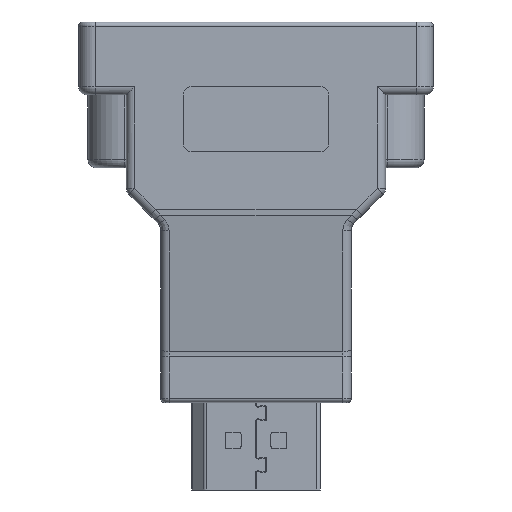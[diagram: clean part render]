
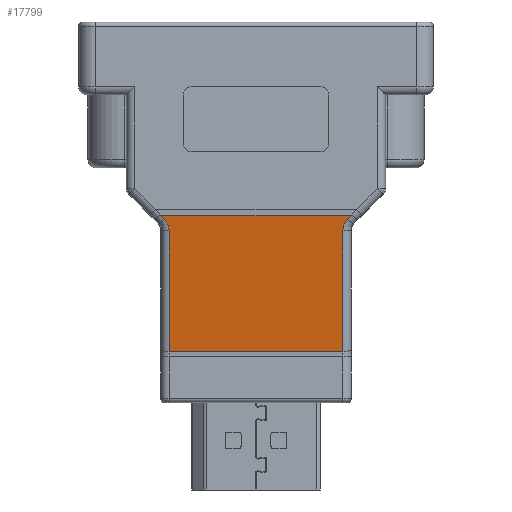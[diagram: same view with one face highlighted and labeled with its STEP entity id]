
A CAD part, front view. The second image highlights one B-rep face of the part: STEP entity #17799.
In plain terms, the highlighted planar face has unit normal (0, -0.991, -0.133).
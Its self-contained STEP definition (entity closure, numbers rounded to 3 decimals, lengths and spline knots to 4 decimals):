
#2769 = VECTOR ( 'NONE', #10542, 39.3701 ) ;
#2992 = LINE ( 'NONE', #16555, #12499 ) ;
#4760 = CARTESIAN_POINT ( 'NONE',  ( -0.4226, -0.1888, -0.6757 ) ) ;
#4807 = CARTESIAN_POINT ( 'NONE',  ( -0.4226, -0.2702, -0.0693 ) ) ;
#9114 = LINE ( 'NONE', #70934, #38538 ) ;
#9483 = PLANE ( 'NONE',  #13277 ) ;
#10098 = CARTESIAN_POINT ( 'NONE',  ( -0.4308, -0.2729, -0.0494 ) ) ;
#10542 = DIRECTION ( 'NONE',  ( 0., -0.133, 0.991 ) ) ;
#11797 = CARTESIAN_POINT ( 'NONE',  ( -0.446, -0.2749, -0.0342 ) ) ;
#12499 = VECTOR ( 'NONE', #56852, 39.3701 ) ;
#13277 = AXIS2_PLACEMENT_3D ( 'NONE', #32470, #55454, #53957 ) ;
#13538 = CARTESIAN_POINT ( 'NONE',  ( 0.4308, -0.2729, -0.0494 ) ) ;
#14130 = DIRECTION ( 'NONE',  ( 0.704, -0.095, 0.704 ) ) ;
#16555 = CARTESIAN_POINT ( 'NONE',  ( 0.8622, -0.2777, -0.0132 ) ) ;
#17448 = VERTEX_POINT ( 'NONE', #28023 ) ;
#17778 = EDGE_CURVE ( 'NONE', #20587, #51968, #9114, .T. ) ;
#17799 = ADVANCED_FACE ( 'NONE', ( #19301 ), #9483, .F. ) ;
#18189 = VERTEX_POINT ( 'NONE', #42561 ) ;
#19301 = FACE_OUTER_BOUND ( 'NONE', #65724, .T. ) ;
#20587 = VERTEX_POINT ( 'NONE', #37207 ) ;
#22014 = EDGE_CURVE ( 'NONE', #55436, #17448, #68433, .T. ) ;
#23644 = ORIENTED_EDGE ( 'NONE', *, *, #39577, .T. ) ;
#23927 = CARTESIAN_POINT ( 'NONE',  ( 0.467, -0.2777, -0.0132 ) ) ;
#24636 = VECTOR ( 'NONE', #14130, 39.3701 ) ;
#25442 = ORIENTED_EDGE ( 'NONE', *, *, #35105, .T. ) ;
#26069 = CARTESIAN_POINT ( 'NONE',  ( -0.4226, -0.2673, -0.0908 ) ) ;
#26365 = EDGE_CURVE ( 'NONE', #18189, #17448, #61622, .T. ) ;
#27727 = DIRECTION ( 'NONE',  ( -1., 0., 0. ) ) ;
#27775 = DIRECTION ( 'NONE',  ( 0., 0.133, -0.991 ) ) ;
#28023 = CARTESIAN_POINT ( 'NONE',  ( -0.4226, -0.1888, -0.6757 ) ) ;
#29382 = VECTOR ( 'NONE', #27775, 39.3701 ) ;
#30143 = CARTESIAN_POINT ( 'NONE',  ( 0.4226, -0.2673, -0.0908 ) ) ;
#32470 = CARTESIAN_POINT ( 'NONE',  ( 0.8622, -0.1888, -0.6757 ) ) ;
#35105 = EDGE_CURVE ( 'NONE', #46524, #50914, #48428, .T. ) ;
#35813 = CARTESIAN_POINT ( 'NONE',  ( 0.446, -0.2749, -0.0342 ) ) ;
#37207 = CARTESIAN_POINT ( 'NONE',  ( -0.467, -0.2777, -0.0132 ) ) ;
#38538 = VECTOR ( 'NONE', #71308, 39.3701 ) ;
#39577 = EDGE_CURVE ( 'NONE', #18189, #48338, #60669, .T. ) ;
#42561 = CARTESIAN_POINT ( 'NONE',  ( 0.4226, -0.1888, -0.6757 ) ) ;
#42773 = CARTESIAN_POINT ( 'NONE',  ( 0.3286, -0.2592, -0.1516 ) ) ;
#43371 = EDGE_CURVE ( 'NONE', #50914, #20587, #2992, .T. ) ;
#46524 = VERTEX_POINT ( 'NONE', #51898 ) ;
#48338 = VERTEX_POINT ( 'NONE', #61178 ) ;
#48428 = LINE ( 'NONE', #42773, #24636 ) ;
#49223 = EDGE_CURVE ( 'NONE', #55436, #51968, #63436, .T. ) ;
#50508 = ORIENTED_EDGE ( 'NONE', *, *, #43371, .T. ) ;
#50914 = VERTEX_POINT ( 'NONE', #23927 ) ;
#51086 = ORIENTED_EDGE ( 'NONE', *, *, #17778, .T. ) ;
#51898 = CARTESIAN_POINT ( 'NONE',  ( 0.446, -0.2749, -0.0342 ) ) ;
#51968 = VERTEX_POINT ( 'NONE', #11797 ) ;
#52358 = ORIENTED_EDGE ( 'NONE', *, *, #26365, .F. ) ;
#52763 = VECTOR ( 'NONE', #27727, 39.3701 ) ;
#53957 = DIRECTION ( 'NONE',  ( 0., -0.133, 0.991 ) ) ;
#55286 =( BOUNDED_CURVE ( )  B_SPLINE_CURVE ( 3, ( #35813, #13538, #58780, #30143 ),
 .UNSPECIFIED., .F., .T. ) 
 B_SPLINE_CURVE_WITH_KNOTS ( ( 4, 4 ),
 ( 0.7854, 1.5708 ),
 .UNSPECIFIED. ) 
 CURVE ( )  GEOMETRIC_REPRESENTATION_ITEM ( )  RATIONAL_B_SPLINE_CURVE ( ( 1., 0.949, 0.949, 1. ) ) 
 REPRESENTATION_ITEM ( '' )  );
#55436 = VERTEX_POINT ( 'NONE', #26069 ) ;
#55454 = DIRECTION ( 'NONE',  ( 0., 0.991, 0.133 ) ) ;
#55986 = CARTESIAN_POINT ( 'NONE',  ( 0.8622, -0.1888, -0.6757 ) ) ;
#56845 = ORIENTED_EDGE ( 'NONE', *, *, #22014, .T. ) ;
#56852 = DIRECTION ( 'NONE',  ( -1., 0., 0. ) ) ;
#58780 = CARTESIAN_POINT ( 'NONE',  ( 0.4226, -0.2702, -0.0693 ) ) ;
#58919 = EDGE_CURVE ( 'NONE', #46524, #48338, #55286, .T. ) ;
#60669 = LINE ( 'NONE', #67074, #2769 ) ;
#60983 = CARTESIAN_POINT ( 'NONE',  ( -0.4226, -0.2673, -0.0908 ) ) ;
#61178 = CARTESIAN_POINT ( 'NONE',  ( 0.4226, -0.2673, -0.0908 ) ) ;
#61622 = LINE ( 'NONE', #55986, #52763 ) ;
#62316 = ORIENTED_EDGE ( 'NONE', *, *, #49223, .F. ) ;
#63436 =( BOUNDED_CURVE ( )  B_SPLINE_CURVE ( 3, ( #60983, #4807, #10098, #72295 ),
 .UNSPECIFIED., .F., .F. ) 
 B_SPLINE_CURVE_WITH_KNOTS ( ( 4, 4 ),
 ( 4.7124, 5.4978 ),
 .UNSPECIFIED. ) 
 CURVE ( )  GEOMETRIC_REPRESENTATION_ITEM ( )  RATIONAL_B_SPLINE_CURVE ( ( 1., 0.949, 0.949, 1. ) ) 
 REPRESENTATION_ITEM ( '' )  );
#65724 = EDGE_LOOP ( 'NONE', ( #52358, #23644, #67898, #25442, #50508, #51086, #62316, #56845 ) ) ;
#67074 = CARTESIAN_POINT ( 'NONE',  ( 0.4226, -0.1888, -0.6757 ) ) ;
#67898 = ORIENTED_EDGE ( 'NONE', *, *, #58919, .F. ) ;
#68433 = LINE ( 'NONE', #4760, #29382 ) ;
#70934 = CARTESIAN_POINT ( 'NONE',  ( 0.5259, -0.1444, -1.0061 ) ) ;
#71308 = DIRECTION ( 'NONE',  ( 0.704, 0.095, -0.704 ) ) ;
#72295 = CARTESIAN_POINT ( 'NONE',  ( -0.446, -0.2749, -0.0342 ) ) ;
